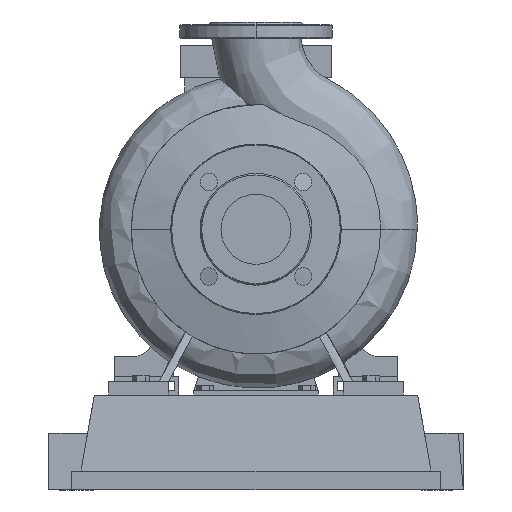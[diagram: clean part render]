
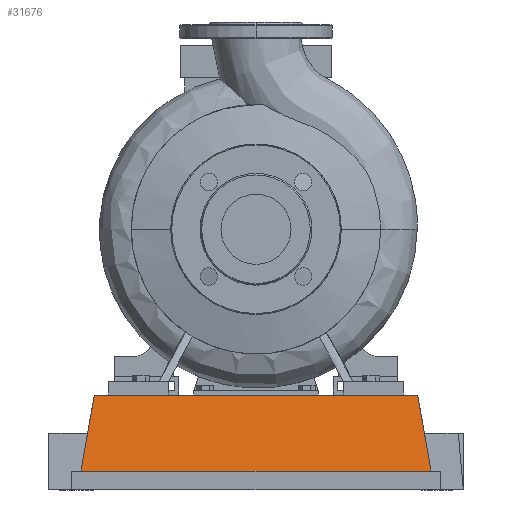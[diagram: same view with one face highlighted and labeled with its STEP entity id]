
A CAD part, left-side view. The second image highlights one B-rep face of the part: STEP entity #31676.
In plain terms, the highlighted planar face has unit normal (-0.985, 0, 0.174).
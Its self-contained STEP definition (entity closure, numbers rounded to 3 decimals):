
#29561=CARTESIAN_POINT('',(-77.5,-190.,20.6));
#29562=VERTEX_POINT('',#29561);
#29569=CARTESIAN_POINT('',(-77.5,190.0,20.6));
#29570=VERTEX_POINT('',#29569);
#29571=CARTESIAN_POINT('',(-77.5,-190.,20.6));
#29572=DIRECTION('',(0.0,1.0,0.0));
#29573=VECTOR('',#29572,380.0);
#29574=LINE('',#29571,#29573);
#29575=EDGE_CURVE('',#29562,#29570,#29574,.T.);
#31410=CARTESIAN_POINT('',(-62.971,-175.471,103.0));
#31411=VERTEX_POINT('',#31410);
#31418=CARTESIAN_POINT('',(-77.5,-190.,20.6));
#31419=DIRECTION('',(0.171,0.171,0.97));
#31420=VECTOR('',#31419,84.923);
#31421=LINE('',#31418,#31420);
#31422=EDGE_CURVE('',#29562,#31411,#31421,.T.);
#31653=CARTESIAN_POINT('',(-77.5,-190.,20.6));
#31654=DIRECTION('',(-0.985,0.,0.174));
#31655=DIRECTION('',(0.0,-1.0,0.0));
#31656=AXIS2_PLACEMENT_3D('',#31653,#31654,#31655);
#31657=PLANE('',#31656);
#31658=CARTESIAN_POINT('',(-62.971,175.471,103.0));
#31659=VERTEX_POINT('',#31658);
#31660=CARTESIAN_POINT('',(-62.971,-175.471,103.0));
#31661=DIRECTION('',(0.0,1.0,0.0));
#31662=VECTOR('',#31661,350.941);
#31663=LINE('',#31660,#31662);
#31664=EDGE_CURVE('',#31411,#31659,#31663,.T.);
#31665=ORIENTED_EDGE('',*,*,#31664,.T.);
#31666=CARTESIAN_POINT('',(-77.5,190.0,20.6));
#31667=DIRECTION('',(0.171,-0.171,0.97));
#31668=VECTOR('',#31667,84.923);
#31669=LINE('',#31666,#31668);
#31670=EDGE_CURVE('',#29570,#31659,#31669,.T.);
#31671=ORIENTED_EDGE('',*,*,#31670,.F.);
#31672=ORIENTED_EDGE('',*,*,#29575,.F.);
#31673=ORIENTED_EDGE('',*,*,#31422,.T.);
#31674=EDGE_LOOP('',(#31665,#31671,#31672,#31673));
#31675=FACE_OUTER_BOUND('',#31674,.T.);
#31676=ADVANCED_FACE('',(#31675),#31657,.T.);
